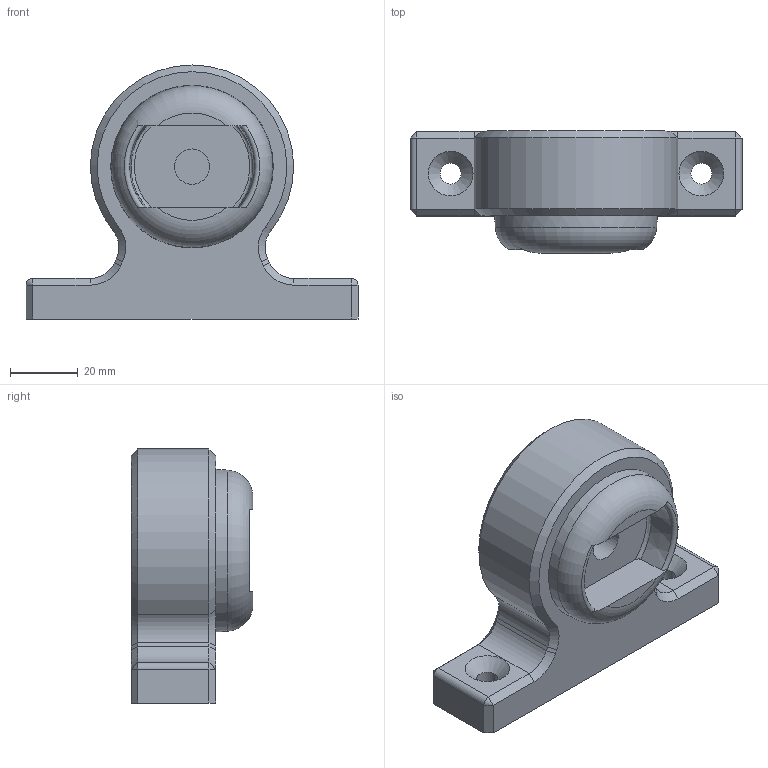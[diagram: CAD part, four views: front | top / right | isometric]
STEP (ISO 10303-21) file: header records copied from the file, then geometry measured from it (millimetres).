
FILE_DESCRIPTION(/* description */ ('STEP AP242','CAx-IF Rec.Pracs.---Representation and Presentation of Product Manufacturing Information (PMI)---4.0---2014-10-13','CAx-IF Rec.Pracs.---3D Tessellated Geometry---0.4---2014-09-14','2;1'),/* implementation_level */ '2;1');
FILE_NAME(/* name */ 'MOBILITE V6 VERTI HORIZ - HORIZ PIED MALE',/* time_stamp */ '2025-03-12T12:59:42Z',/* author */ (''),/* organization */ (''),/* preprocessor_version */ 'ST-DEVELOPER v20',/* originating_system */ 'ONSHAPE BY PTC INC, 1.194',/* authorisation */ ' ');
FILE_SCHEMA (('AP242_MANAGED_MODEL_BASED_3D_ENGINEERING_MIM_LF { 1 0 10303 442 1 1 4 }'));
Length unit declared in the file: metre
Products named in the file (1): HORIZ PIED MALE
Bounding box: 98 x 36 x 75 mm (x, y, z)
Volume: 112682.2 mm3; surface area: 19298.3 mm2
Topology: 1 solids, 1 shells, 61 faces, 147 edges, 86 vertices
Faces by surface type: plane 27, cone 19, cylinder 10, torus 5
Full cylindrical faces by diameter (mm): 6.2 x2, 10.4 x1
Entity records: 1708 total; most frequent: CARTESIAN_POINT 340, DIRECTION 284, ORIENTED_EDGE 264, EDGE_CURVE 132, AXIS2_PLACEMENT_3D 106, VERTEX_POINT 82, EDGE_LOOP 74, FACE_BOUND 74
